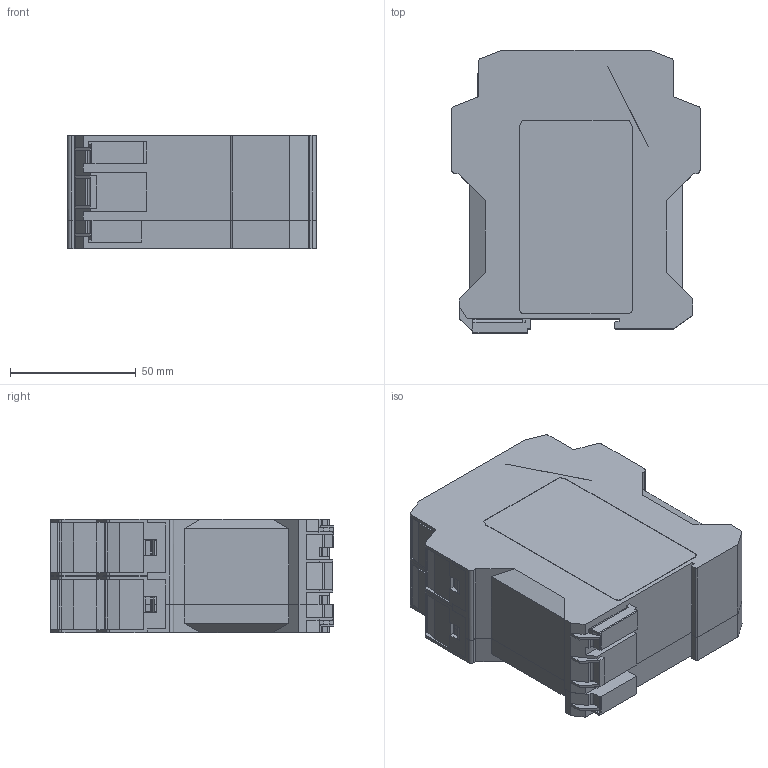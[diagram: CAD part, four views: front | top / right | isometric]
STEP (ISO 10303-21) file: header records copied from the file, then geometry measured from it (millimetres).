
FILE_DESCRIPTION((''),'2;1');
FILE_NAME('2ER_BLOCK_ASM','2008-01-11T',('IndustrieHansa'),('Pepperl+Fuchs'),'PRO/ENGINEER BY PARAMETRIC TECHNOLOGY CORPORATION, 2006420','PRO/ENGINEER BY PARAMETRIC TECHNOLOGY CORPORATION, 2006420','');
FILE_SCHEMA(('AUTOMOTIVE_DESIGN_CC2 { 1 2 10303 214 -1 1 5 2 }'));
Length unit declared in the file: millimetre
Products named in the file (2): 111280_ME22_5UTM__2ER; 2ER_BLOCK_ASM
Assembly tree (1 placements, depth 2):
  2ER_BLOCK_ASM
    111280_ME22_5UTM__2ER
Bounding box: 99.1 x 112.77 x 45.23 mm (x, y, z)
Volume: 195989.7 mm3; surface area: 86521.9 mm2
Topology: 4 solids, 4 shells, 522 faces, 1519 edges, 994 vertices
Faces by surface type: plane 451, cylinder 71
Entity records: 21750 total; most frequent: CARTESIAN_POINT 3142, ORIENTED_EDGE 3038, DIRECTION 2712, PRESENTATION_STYLE_ASSIGNMENT 1538, STYLED_ITEM 1538, CURVE_STYLE 1534, EDGE_CURVE 1519, VECTOR 1350
